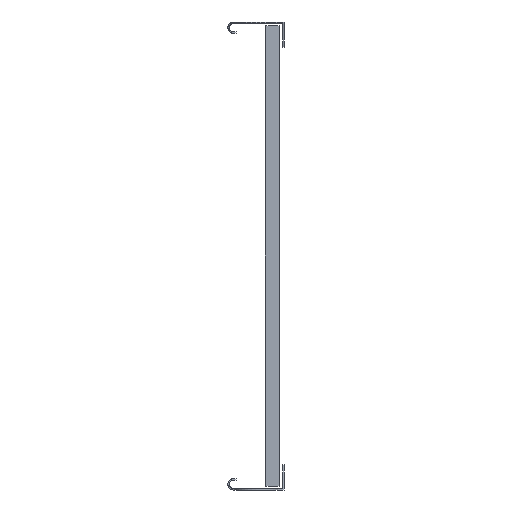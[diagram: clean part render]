
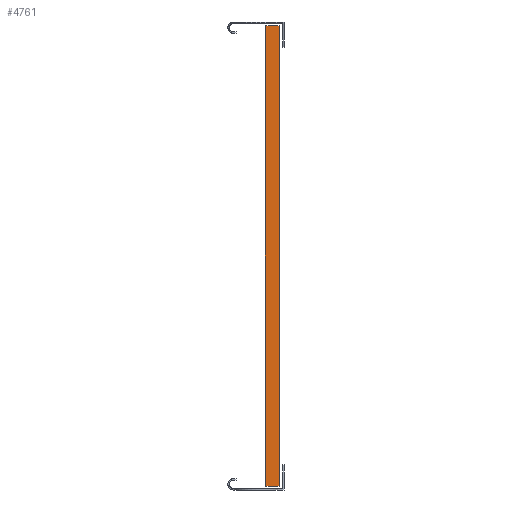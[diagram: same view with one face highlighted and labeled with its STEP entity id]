
A CAD part, left-side view. The second image highlights one B-rep face of the part: STEP entity #4761.
In plain terms, the highlighted planar face has unit normal (-1, 0, 0).
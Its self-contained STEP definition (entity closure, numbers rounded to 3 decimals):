
#68 = CARTESIAN_POINT ( 'NONE',  ( -15., 0., -246. ) ) ;
#169 = EDGE_CURVE ( 'NONE', #5371, #648, #4277, .T. ) ;
#272 = VERTEX_POINT ( 'NONE', #5166 ) ;
#359 = ORIENTED_EDGE ( 'NONE', *, *, #5646, .T. ) ;
#381 = CARTESIAN_POINT ( 'NONE',  ( -15., 3., -246. ) ) ;
#400 = EDGE_CURVE ( 'NONE', #5371, #272, #5766, .T. ) ;
#424 = CARTESIAN_POINT ( 'NONE',  ( -15., 3., -246. ) ) ;
#555 = CARTESIAN_POINT ( 'NONE',  ( -15., 15., -246. ) ) ;
#593 = VECTOR ( 'NONE', #2170, 1000. ) ;
#596 = VECTOR ( 'NONE', #1648, 1000. ) ;
#648 = VERTEX_POINT ( 'NONE', #2888 ) ;
#683 = LINE ( 'NONE', #1309, #741 ) ;
#737 = LINE ( 'NONE', #5944, #593 ) ;
#741 = VECTOR ( 'NONE', #1230, 1000. ) ;
#936 = ORIENTED_EDGE ( 'NONE', *, *, #400, .T. ) ;
#946 = AXIS2_PLACEMENT_3D ( 'NONE', #3907, #3856, #3847 ) ;
#1147 = EDGE_CURVE ( 'NONE', #1727, #3565, #4484, .T. ) ;
#1230 = DIRECTION ( 'NONE',  ( 0., 0., 1. ) ) ;
#1309 = CARTESIAN_POINT ( 'NONE',  ( -15., 15., -246. ) ) ;
#1446 = DIRECTION ( 'NONE',  ( 0., 0., 1. ) ) ;
#1648 = DIRECTION ( 'NONE',  ( 0., 1., 0. ) ) ;
#1727 = VERTEX_POINT ( 'NONE', #4969 ) ;
#1732 = ORIENTED_EDGE ( 'NONE', *, *, #169, .F. ) ;
#1769 = CARTESIAN_POINT ( 'NONE',  ( -15., 15., 246. ) ) ;
#1856 = EDGE_CURVE ( 'NONE', #1727, #5012, #4790, .T. ) ;
#1858 = CARTESIAN_POINT ( 'NONE',  ( -15., 3., 246. ) ) ;
#1943 = LINE ( 'NONE', #2287, #6077 ) ;
#2170 = DIRECTION ( 'NONE',  ( 0., 1., 0. ) ) ;
#2186 = DIRECTION ( 'NONE',  ( 0., 1., 0. ) ) ;
#2259 = ORIENTED_EDGE ( 'NONE', *, *, #5946, .F. ) ;
#2287 = CARTESIAN_POINT ( 'NONE',  ( -15., 15., 246. ) ) ;
#2312 = DIRECTION ( 'NONE',  ( 0., 1., 0. ) ) ;
#2625 = CARTESIAN_POINT ( 'NONE',  ( -15., 0., 246. ) ) ;
#2690 = CARTESIAN_POINT ( 'NONE',  ( -15., 3., 246. ) ) ;
#2888 = CARTESIAN_POINT ( 'NONE',  ( -15., 12., -246. ) ) ;
#2900 = CARTESIAN_POINT ( 'NONE',  ( -15., 0., -246. ) ) ;
#2949 = FACE_OUTER_BOUND ( 'NONE', #4792, .T. ) ;
#3013 = ORIENTED_EDGE ( 'NONE', *, *, #3626, .F. ) ;
#3393 = VECTOR ( 'NONE', #1446, 1000. ) ;
#3513 = LINE ( 'NONE', #2900, #3393 ) ;
#3565 = VERTEX_POINT ( 'NONE', #5667 ) ;
#3626 = EDGE_CURVE ( 'NONE', #5349, #5174, #683, .T. ) ;
#3677 = VECTOR ( 'NONE', #2312, 1000. ) ;
#3787 = DIRECTION ( 'NONE',  ( 0., -1., 0. ) ) ;
#3847 = DIRECTION ( 'NONE',  ( 0., 0., -1. ) ) ;
#3856 = DIRECTION ( 'NONE',  ( 1., 0., 0. ) ) ;
#3907 = CARTESIAN_POINT ( 'NONE',  ( -15., 3., -246. ) ) ;
#3959 = PLANE ( 'NONE',  #946 ) ;
#4277 = LINE ( 'NONE', #424, #596 ) ;
#4484 = LINE ( 'NONE', #1858, #3677 ) ;
#4716 = VECTOR ( 'NONE', #5437, 1000. ) ;
#4761 = ADVANCED_FACE ( 'NONE', ( #2949 ), #3959, .F. ) ;
#4790 = LINE ( 'NONE', #2690, #4716 ) ;
#4792 = EDGE_LOOP ( 'NONE', ( #5795, #5131, #3013, #2259, #1732, #936, #359, #4912 ) ) ;
#4912 = ORIENTED_EDGE ( 'NONE', *, *, #1856, .F. ) ;
#4969 = CARTESIAN_POINT ( 'NONE',  ( -15., 3., 246. ) ) ;
#5012 = VERTEX_POINT ( 'NONE', #2625 ) ;
#5109 = EDGE_CURVE ( 'NONE', #3565, #5174, #1943, .T. ) ;
#5131 = ORIENTED_EDGE ( 'NONE', *, *, #5109, .T. ) ;
#5166 = CARTESIAN_POINT ( 'NONE',  ( -15., 0., -246. ) ) ;
#5174 = VERTEX_POINT ( 'NONE', #1769 ) ;
#5349 = VERTEX_POINT ( 'NONE', #555 ) ;
#5371 = VERTEX_POINT ( 'NONE', #381 ) ;
#5437 = DIRECTION ( 'NONE',  ( 0., -1., 0. ) ) ;
#5646 = EDGE_CURVE ( 'NONE', #272, #5012, #3513, .T. ) ;
#5667 = CARTESIAN_POINT ( 'NONE',  ( -15., 12., 246. ) ) ;
#5758 = VECTOR ( 'NONE', #3787, 1000. ) ;
#5766 = LINE ( 'NONE', #68, #5758 ) ;
#5795 = ORIENTED_EDGE ( 'NONE', *, *, #1147, .T. ) ;
#5944 = CARTESIAN_POINT ( 'NONE',  ( -15., 3., -246. ) ) ;
#5946 = EDGE_CURVE ( 'NONE', #648, #5349, #737, .T. ) ;
#6077 = VECTOR ( 'NONE', #2186, 1000. ) ;
